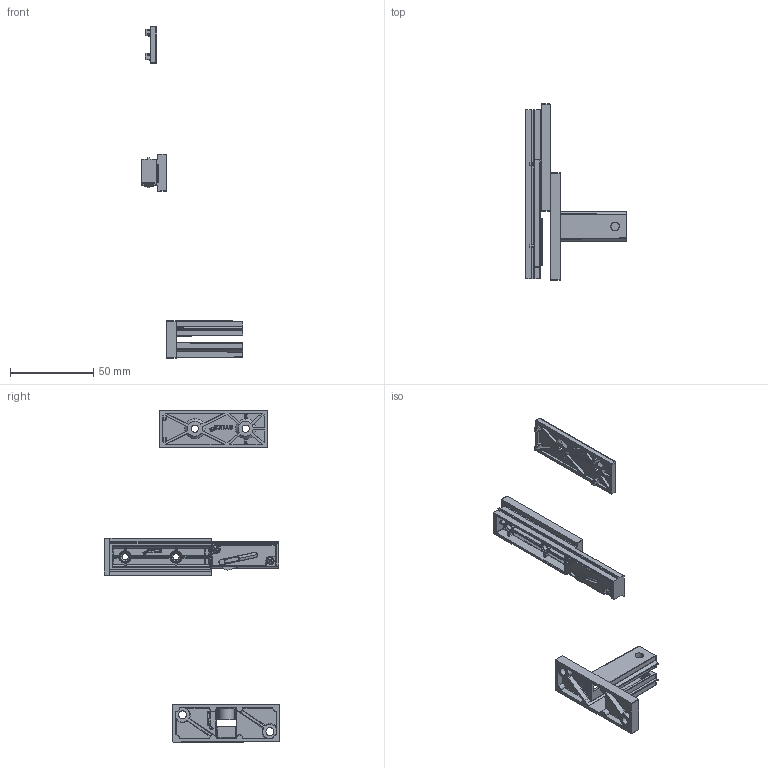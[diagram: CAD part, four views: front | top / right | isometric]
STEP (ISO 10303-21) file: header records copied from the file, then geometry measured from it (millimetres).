
FILE_DESCRIPTION (( 'STEP AP214' ), '1' );
FILE_NAME ('70219.STEP', '2022-02-16T06:31:28', ( '' ), ( '' ), 'SwSTEP 2.0', 'SolidWorks 2021', '' );
FILE_SCHEMA (( 'AUTOMOTIVE_DESIGN' ));
Length unit declared in the file: millimetre
Products named in the file (11): 70219; PE17009004_DISCO_ZERO_RevA; PR21017020_TAPA_PER_ZERO_P-C; PE17009003_TAPA_SOP_ZERO_RevC; PE17009006_MUELLE_ZERO_MONTADO EN PERFIL; PE17009019_UNION_PERFILES_ZERO_RevC; PE17009027_TAPA_PLAST_ACCE_ZERO_RevB; PE17009G01_UNION_PERFILES_ZERO_RevC_SIN PERFIL; TOR_ROSCA_PLAST_D2.2x5; Sop_disco_Fameplast_2; PE17009024_FIJACION_PARED_ZERO_RevB
Assembly tree (11 placements, depth 3):
  70219
    PE17009024_FIJACION_PARED_ZERO_RevB
    PR21017020_TAPA_PER_ZERO_P-C
    PE17009G01_UNION_PERFILES_ZERO_RevC_SIN PERFIL
      PE17009019_UNION_PERFILES_ZERO_RevC
      PE17009003_TAPA_SOP_ZERO_RevC
      TOR_ROSCA_PLAST_D2.2x5  x2
      PE17009006_MUELLE_ZERO_MONTADO EN PERFIL
      PE17009004_DISCO_ZERO_RevA
      Sop_disco_Fameplast_2
      PE17009027_TAPA_PLAST_ACCE_ZERO_RevB
Bounding box: 60.95 x 105.59 x 199.26 mm (x, y, z)
Volume: 26015.8 mm3; surface area: 28792.4 mm2
Topology: 10 solids, 10 shells, 1598 faces, 3976 edges, 2428 vertices
Faces by surface type: bspline 531, cylinder 416, plane 374, sphere 113, cone 102, torus 62
Entity records: 52323 total; most frequent: CARTESIAN_POINT 19200, ORIENTED_EDGE 7704, DIRECTION 5439, EDGE_CURVE 3852, VERTEX_POINT 2364, AXIS2_PLACEMENT_3D 1914, EDGE_LOOP 1640, LINE 1611
